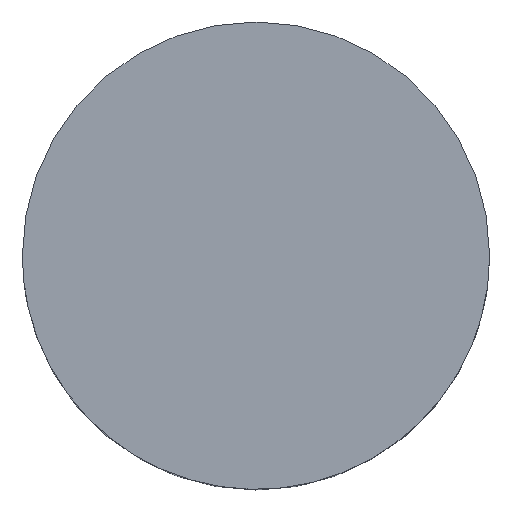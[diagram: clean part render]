
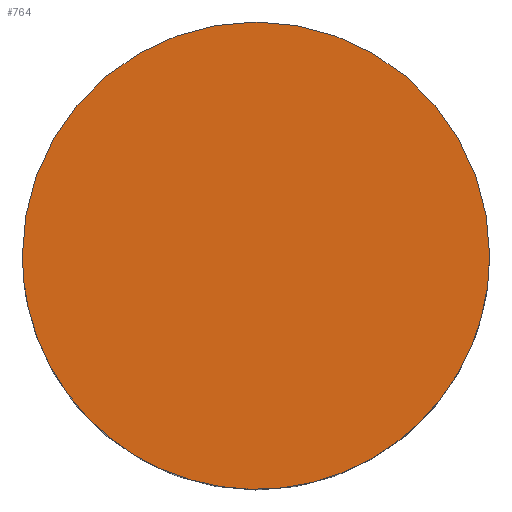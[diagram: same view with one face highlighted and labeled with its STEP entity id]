
A CAD part, top view. The second image highlights one B-rep face of the part: STEP entity #764.
In plain terms, the highlighted planar face has unit normal (0, 0, 1).
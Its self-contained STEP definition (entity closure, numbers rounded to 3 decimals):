
#708=AXIS2_PLACEMENT_3D('Circle Axis2P3D',#706,#707,$) ;
#758=AXIS2_PLACEMENT_3D('Plane Axis2P3D',#755,#756,#757) ;
#706=CARTESIAN_POINT('Axis2P3D Location',(1.25,1.25,21.7)) ;
#710=CARTESIAN_POINT('Vertex',(0.,1.25,21.7)) ;
#712=CARTESIAN_POINT('Vertex',(2.5,1.25,21.7)) ;
#738=CARTESIAN_POINT('Control Point',(2.5,1.25,21.7)) ;
#739=CARTESIAN_POINT('Control Point',(2.5,0.857,21.7)) ;
#740=CARTESIAN_POINT('Control Point',(2.346,0.465,21.7)) ;
#741=CARTESIAN_POINT('Control Point',(2.035,0.154,21.7)) ;
#742=CARTESIAN_POINT('Control Point',(1.25,-0.154,21.7)) ;
#743=CARTESIAN_POINT('Control Point',(0.465,0.154,21.7)) ;
#744=CARTESIAN_POINT('Control Point',(0.154,0.465,21.7)) ;
#745=CARTESIAN_POINT('Control Point',(0.,0.857,21.7)) ;
#746=CARTESIAN_POINT('Control Point',(0.,1.25,21.7)) ;
#755=CARTESIAN_POINT('Axis2P3D Location',(1.25,1.25,21.7)) ;
#707=DIRECTION('Axis2P3D Direction',(0.,0.,-1.)) ;
#756=DIRECTION('Axis2P3D Direction',(0.,0.,-1.)) ;
#757=DIRECTION('Axis2P3D XDirection',(-1.,0.,0.)) ;
#761=ORIENTED_EDGE('',*,*,#714,.F.) ;
#762=ORIENTED_EDGE('',*,*,#747,.F.) ;
#764=ADVANCED_FACE('NONE',(#763),#759,.F.) ;
#737=B_SPLINE_CURVE_WITH_KNOTS('',5,(#738,#739,#740,#741,#742,#743,#744,#745,#746),.UNSPECIFIED.,.F.,.U.,(6,3,6),(-1.963,0.,1.963),.UNSPECIFIED.) ;
#709=CIRCLE('generated circle',#708,1.25) ;
#714=EDGE_CURVE('',#711,#713,#709,.T.) ;
#747=EDGE_CURVE('',#713,#711,#737,.T.) ;
#760=EDGE_LOOP('',(#761,#762)) ;
#763=FACE_OUTER_BOUND('',#760,.T.) ;
#759=PLANE('',#758) ;
#711=VERTEX_POINT('',#710) ;
#713=VERTEX_POINT('',#712) ;
